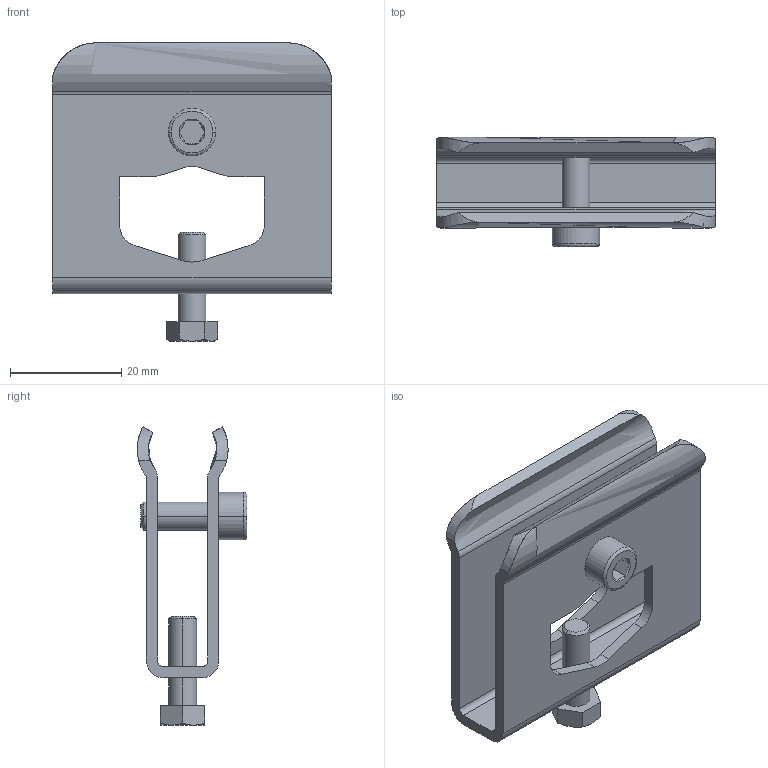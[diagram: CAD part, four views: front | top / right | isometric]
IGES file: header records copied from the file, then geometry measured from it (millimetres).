
Start section:  PTC IGES file: s0697689192.igs
Global section: file name: s0697689192.igs; native system: Pro/ENGINEER by Parametric Technology Corporation; preprocessor: 2005310; author: RCRU23; organization: Unknown; date: 080724.172201; units: millimetre
Bounding box: 50 x 19.65 x 53.5 mm (x, y, z)
Surface area: 9803.8 mm2 (no closed solid volume)
Topology: 0 solids, 0 shells, 103 faces, 516 edges, 516 vertices
Faces by surface type: revolution 58, bspline 45
